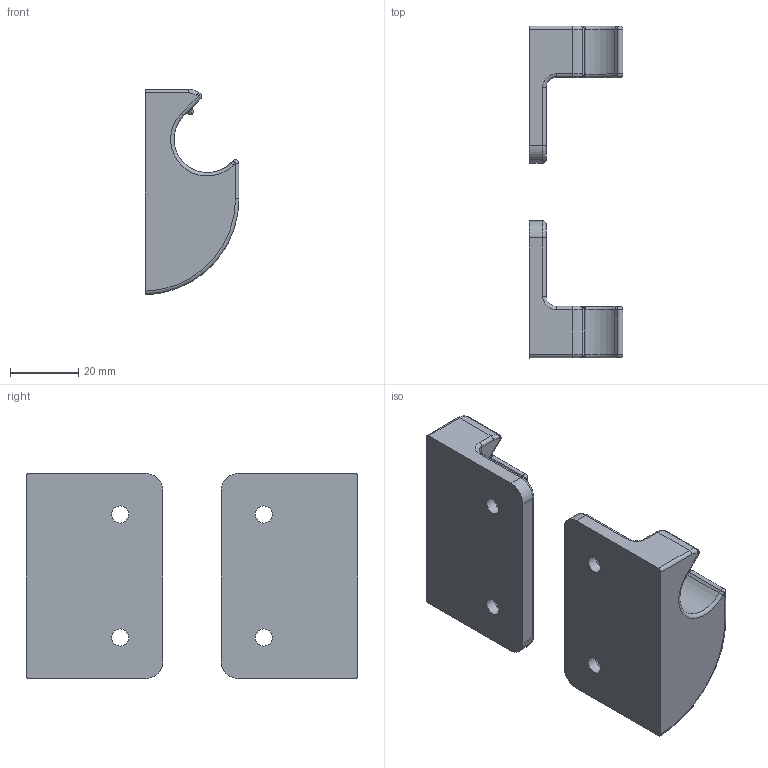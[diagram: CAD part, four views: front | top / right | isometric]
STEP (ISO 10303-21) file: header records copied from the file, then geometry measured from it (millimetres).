
FILE_DESCRIPTION(/* description */ (''),/* implementation_level */ '2;1');
FILE_NAME(/* name */ 'quilt hook v5.step',/* time_stamp */ '2021-08-29T13:22:39-04:00',/* author */ (''),/* organization */ (''),/* preprocessor_version */ 'ST-DEVELOPER v18.1',/* originating_system */ 'Autodesk Translation Framework v10.10.0.1391',/* authorisation */ '');
FILE_SCHEMA (('AUTOMOTIVE_DESIGN { 1 0 10303 214 3 1 1 }'));
Length unit declared in the file: millimetre
Products named in the file (3): quilt hook; hook_right; hook_left
Assembly tree (2 placements, depth 2):
  quilt hook
    hook_right
    hook_left
Bounding box: 27.45 x 97 x 60 mm (x, y, z)
Volume: 47560.2 mm3; surface area: 15713.7 mm2
Topology: 2 solids, 2 shells, 126 faces, 280 edges, 160 vertices
Faces by surface type: cylinder 50, torus 28, plane 22, sphere 16, bspline 6, cone 4
Full cylindrical faces by diameter (mm): 5 x4
Entity records: 3787 total; most frequent: CARTESIAN_POINT 843, DIRECTION 674, ORIENTED_EDGE 560, AXIS2_PLACEMENT_3D 285, EDGE_CURVE 280, CIRCLE 160, VERTEX_POINT 160, EDGE_LOOP 136
